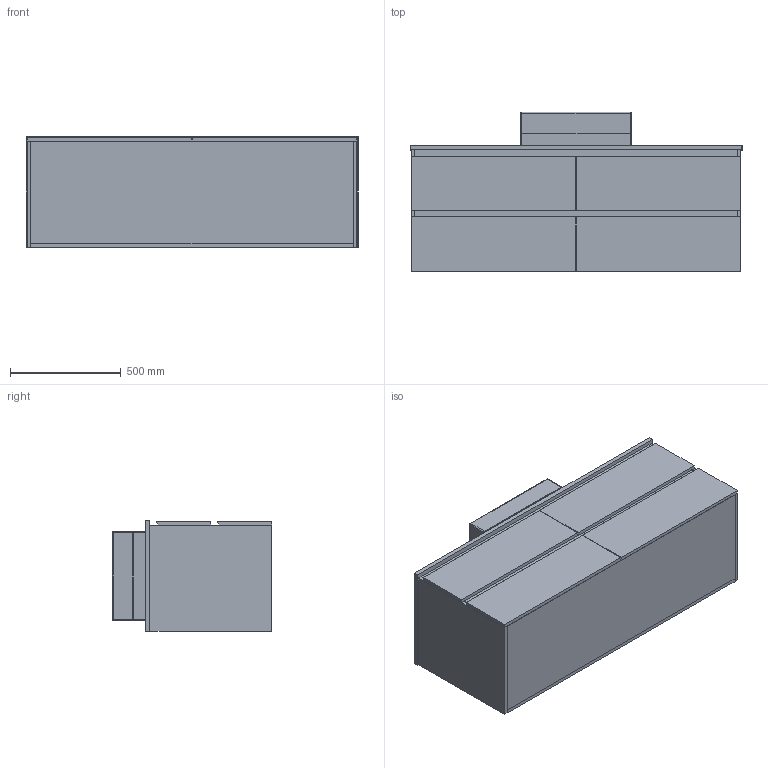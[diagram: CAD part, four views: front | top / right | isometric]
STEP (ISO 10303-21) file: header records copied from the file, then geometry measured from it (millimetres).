
FILE_DESCRIPTION (( 'STEP AP214' ), '1' );
FILE_NAME ('AD Twin Benchtop 1500 ASSEM.STEP', '2019-03-08T00:36:21', ( '' ), ( '' ), 'SwSTEP 2.0', 'SolidWorks 2015', '' );
FILE_SCHEMA (( 'AUTOMOTIVE_DESIGN' ));
Length unit declared in the file: millimetre
Products named in the file (11): Posh Solus Counter Basin ASSEM; Posh Solus Counter Basin; AD Twin Benchtop 1500 ASSEM; 1500 slab top; AD Twin Benchtop 1500; CERAMIC OVERFLOW COVER; Posh Solus Semi-Inset Basin; 1500 semi inset top; 1500 semi inset top ASSEM; 1500 Above counter top ASSEM; Posh Solus Semi-Inset Basin ASSEM
Assembly tree (11 placements, depth 4):
  AD Twin Benchtop 1500 ASSEM
    AD Twin Benchtop 1500
    1500 Above counter top ASSEM
      1500 slab top
      Posh Solus Counter Basin ASSEM
        Posh Solus Counter Basin
        CERAMIC OVERFLOW COVER
    1500 semi inset top ASSEM
      1500 semi inset top
      Posh Solus Semi-Inset Basin ASSEM
        Posh Solus Semi-Inset Basin
        CERAMIC OVERFLOW COVER
Bounding box: 1500 x 720 x 500 mm (x, y, z)
Volume: 103132630 mm3; surface area: 11941708.6 mm2
Topology: 15 solids, 15 shells, 268 faces, 614 edges, 378 vertices
Faces by surface type: plane 175, cylinder 51, torus 16, bspline 14, sphere 12
Entity records: 8331 total; most frequent: CARTESIAN_POINT 2523, DIRECTION 1074, ORIENTED_EDGE 1036, EDGE_CURVE 518, AXIS2_PLACEMENT_3D 364, LINE 346, VECTOR 346, VERTEX_POINT 325
